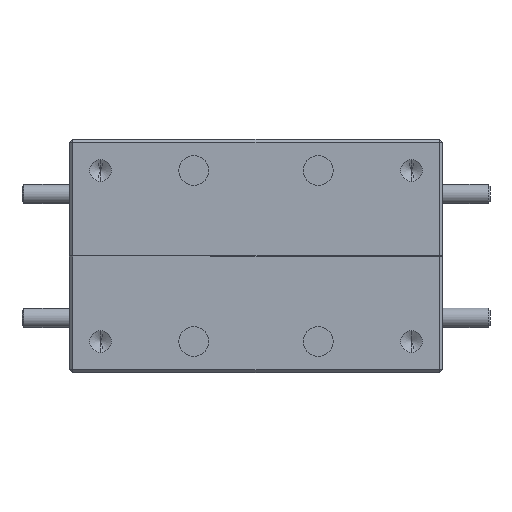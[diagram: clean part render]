
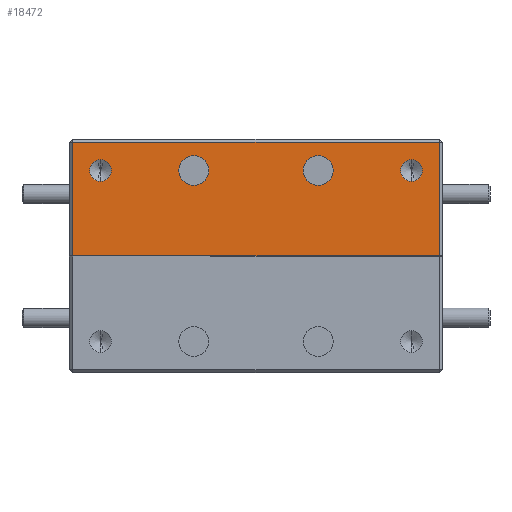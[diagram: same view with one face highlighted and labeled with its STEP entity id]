
A CAD part, front view. The second image highlights one B-rep face of the part: STEP entity #18472.
In plain terms, the highlighted planar face has unit normal (0, -1, 0).
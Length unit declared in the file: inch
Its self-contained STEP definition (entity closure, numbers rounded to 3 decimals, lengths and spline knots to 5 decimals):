
#8 = VERTEX_POINT ( 'NONE', #19192 ) ;
#560 = CARTESIAN_POINT ( 'NONE',  ( -0.1, -0.675, 0.31 ) ) ;
#755 = CARTESIAN_POINT ( 'NONE',  ( -0.1, -0.675, 0.275 ) ) ;
#1393 = ORIENTED_EDGE ( 'NONE', *, *, #5118, .F. ) ;
#1721 = DIRECTION ( 'NONE',  ( 0., -1., 0. ) ) ;
#1902 = FACE_BOUND ( 'NONE', #12153, .T. ) ;
#2036 = CARTESIAN_POINT ( 'NONE',  ( -1.1, -0.675, 0.275 ) ) ;
#2097 = EDGE_LOOP ( 'NONE', ( #9002, #3273 ) ) ;
#2142 = FACE_BOUND ( 'NONE', #22982, .T. ) ;
#2632 = EDGE_LOOP ( 'NONE', ( #12580, #10183 ) ) ;
#2786 = DIRECTION ( 'NONE',  ( 0., -1., 0. ) ) ;
#2927 = CIRCLE ( 'NONE', #5697, 0.035 ) ;
#2949 = CARTESIAN_POINT ( 'NONE',  ( -0.4, -0.675, 0.275 ) ) ;
#2974 = CARTESIAN_POINT ( 'NONE',  ( -0.4, -0.675, 0.275 ) ) ;
#3273 = ORIENTED_EDGE ( 'NONE', *, *, #4338, .F. ) ;
#3832 = CIRCLE ( 'NONE', #21538, 0.048 ) ;
#3847 = DIRECTION ( 'NONE',  ( 0., 0., -1. ) ) ;
#3964 = VERTEX_POINT ( 'NONE', #16005 ) ;
#4338 = EDGE_CURVE ( 'NONE', #14094, #16012, #5515, .T. ) ;
#4368 = DIRECTION ( 'NONE',  ( 0., 0., -1. ) ) ;
#4741 = AXIS2_PLACEMENT_3D ( 'NONE', #7316, #1721, #13341 ) ;
#5101 = AXIS2_PLACEMENT_3D ( 'NONE', #755, #23243, #15649 ) ;
#5118 = EDGE_CURVE ( 'NONE', #23419, #16375, #2927, .T. ) ;
#5182 = CARTESIAN_POINT ( 'NONE',  ( -1.19, -0.675, 0. ) ) ;
#5269 = VERTEX_POINT ( 'NONE', #5182 ) ;
#5515 = CIRCLE ( 'NONE', #5101, 0.035 ) ;
#5697 = AXIS2_PLACEMENT_3D ( 'NONE', #2036, #5745, #4368 ) ;
#5745 = DIRECTION ( 'NONE',  ( 0., -1., 0. ) ) ;
#6041 = VERTEX_POINT ( 'NONE', #14299 ) ;
#6310 = VERTEX_POINT ( 'NONE', #13181 ) ;
#6595 = LINE ( 'NONE', #15787, #18552 ) ;
#6687 = EDGE_CURVE ( 'NONE', #3964, #6041, #18583, .T. ) ;
#7281 = VERTEX_POINT ( 'NONE', #10283 ) ;
#7303 = ORIENTED_EDGE ( 'NONE', *, *, #14691, .F. ) ;
#7316 = CARTESIAN_POINT ( 'NONE',  ( -0.8, -0.675, 0.275 ) ) ;
#7871 = CARTESIAN_POINT ( 'NONE',  ( -0.1, -0.675, 0.24 ) ) ;
#8145 = DIRECTION ( 'NONE',  ( 0., 0., -1. ) ) ;
#8265 = CARTESIAN_POINT ( 'NONE',  ( -1.19, -0.675, 0.375 ) ) ;
#8688 = DIRECTION ( 'NONE',  ( 0., 0., -1. ) ) ;
#8753 = CARTESIAN_POINT ( 'NONE',  ( -0.8, -0.675, 0.275 ) ) ;
#8854 = ORIENTED_EDGE ( 'NONE', *, *, #9527, .T. ) ;
#8894 = AXIS2_PLACEMENT_3D ( 'NONE', #22030, #2786, #8688 ) ;
#8919 = CIRCLE ( 'NONE', #8894, 0.035 ) ;
#9002 = ORIENTED_EDGE ( 'NONE', *, *, #22626, .F. ) ;
#9208 = DIRECTION ( 'NONE',  ( 1., 0., 0. ) ) ;
#9316 = ORIENTED_EDGE ( 'NONE', *, *, #21955, .F. ) ;
#9527 = EDGE_CURVE ( 'NONE', #6041, #6310, #6595, .T. ) ;
#10135 = CIRCLE ( 'NONE', #19792, 0.048 ) ;
#10183 = ORIENTED_EDGE ( 'NONE', *, *, #24588, .F. ) ;
#10283 = CARTESIAN_POINT ( 'NONE',  ( -0.4, -0.675, 0.227 ) ) ;
#10311 = VERTEX_POINT ( 'NONE', #15848 ) ;
#10359 = DIRECTION ( 'NONE',  ( 0., -1., 0. ) ) ;
#10842 = EDGE_CURVE ( 'NONE', #7281, #8, #3832, .T. ) ;
#10985 = CIRCLE ( 'NONE', #21049, 0.048 ) ;
#11393 = PLANE ( 'NONE',  #15791 ) ;
#11830 = EDGE_CURVE ( 'NONE', #5269, #3964, #14740, .T. ) ;
#12153 = EDGE_LOOP ( 'NONE', ( #7303, #9316 ) ) ;
#12402 = LINE ( 'NONE', #8265, #14350 ) ;
#12580 = ORIENTED_EDGE ( 'NONE', *, *, #10842, .F. ) ;
#12730 = DIRECTION ( 'NONE',  ( 0., 0., -1. ) ) ;
#12801 = DIRECTION ( 'NONE',  ( 0., 0., -1. ) ) ;
#13181 = CARTESIAN_POINT ( 'NONE',  ( -1.19, -0.675, 0.365 ) ) ;
#13341 = DIRECTION ( 'NONE',  ( 0., 0., -1. ) ) ;
#13614 = VECTOR ( 'NONE', #9208, 39.37008 ) ;
#14009 = DIRECTION ( 'NONE',  ( 0., -1., 0. ) ) ;
#14094 = VERTEX_POINT ( 'NONE', #560 ) ;
#14124 = CARTESIAN_POINT ( 'NONE',  ( -0.8, -0.675, 0.323 ) ) ;
#14290 = EDGE_LOOP ( 'NONE', ( #8854, #14533, #20836, #18376 ) ) ;
#14299 = CARTESIAN_POINT ( 'NONE',  ( -0.01, -0.675, 0.365 ) ) ;
#14350 = VECTOR ( 'NONE', #8145, 39.37008 ) ;
#14533 = ORIENTED_EDGE ( 'NONE', *, *, #15716, .T. ) ;
#14691 = EDGE_CURVE ( 'NONE', #10311, #17416, #10135, .T. ) ;
#14740 = LINE ( 'NONE', #16765, #13614 ) ;
#15649 = DIRECTION ( 'NONE',  ( 0., 0., -1. ) ) ;
#15716 = EDGE_CURVE ( 'NONE', #6310, #5269, #12402, .T. ) ;
#15787 = CARTESIAN_POINT ( 'NONE',  ( -1.2, -0.675, 0.365 ) ) ;
#15791 = AXIS2_PLACEMENT_3D ( 'NONE', #20724, #22763, #3847 ) ;
#15848 = CARTESIAN_POINT ( 'NONE',  ( -0.8, -0.675, 0.227 ) ) ;
#16005 = CARTESIAN_POINT ( 'NONE',  ( -0.01, -0.675, 0. ) ) ;
#16012 = VERTEX_POINT ( 'NONE', #7871 ) ;
#16270 = CARTESIAN_POINT ( 'NONE',  ( -0.1, -0.675, 0.275 ) ) ;
#16375 = VERTEX_POINT ( 'NONE', #18900 ) ;
#16415 = DIRECTION ( 'NONE',  ( 0., -1., 0. ) ) ;
#16588 = CARTESIAN_POINT ( 'NONE',  ( -0.01, -0.675, 0.375 ) ) ;
#16765 = CARTESIAN_POINT ( 'NONE',  ( -1.2, -0.675, 0. ) ) ;
#16812 = EDGE_CURVE ( 'NONE', #16375, #23419, #8919, .T. ) ;
#17060 = FACE_BOUND ( 'NONE', #2097, .T. ) ;
#17416 = VERTEX_POINT ( 'NONE', #14124 ) ;
#18376 = ORIENTED_EDGE ( 'NONE', *, *, #6687, .T. ) ;
#18448 = VECTOR ( 'NONE', #22381, 39.37008 ) ;
#18472 = ADVANCED_FACE ( 'NONE', ( #2142, #17060, #1902, #24520, #19073 ), #11393, .T. ) ;
#18506 = ORIENTED_EDGE ( 'NONE', *, *, #16812, .F. ) ;
#18552 = VECTOR ( 'NONE', #21492, 39.37008 ) ;
#18583 = LINE ( 'NONE', #16588, #18448 ) ;
#18900 = CARTESIAN_POINT ( 'NONE',  ( -1.1, -0.675, 0.24 ) ) ;
#19073 = FACE_OUTER_BOUND ( 'NONE', #14290, .T. ) ;
#19192 = CARTESIAN_POINT ( 'NONE',  ( -0.4, -0.675, 0.323 ) ) ;
#19792 = AXIS2_PLACEMENT_3D ( 'NONE', #8753, #20320, #22350 ) ;
#20320 = DIRECTION ( 'NONE',  ( 0., -1., 0. ) ) ;
#20724 = CARTESIAN_POINT ( 'NONE',  ( -1.2, -0.675, 0.375 ) ) ;
#20836 = ORIENTED_EDGE ( 'NONE', *, *, #11830, .T. ) ;
#21049 = AXIS2_PLACEMENT_3D ( 'NONE', #2949, #10359, #12730 ) ;
#21229 = CIRCLE ( 'NONE', #24454, 0.035 ) ;
#21468 = DIRECTION ( 'NONE',  ( 0., 0., -1. ) ) ;
#21492 = DIRECTION ( 'NONE',  ( -1., 0., 0. ) ) ;
#21538 = AXIS2_PLACEMENT_3D ( 'NONE', #2974, #16415, #12801 ) ;
#21955 = EDGE_CURVE ( 'NONE', #17416, #10311, #24473, .T. ) ;
#22030 = CARTESIAN_POINT ( 'NONE',  ( -1.1, -0.675, 0.275 ) ) ;
#22350 = DIRECTION ( 'NONE',  ( 0., 0., -1. ) ) ;
#22381 = DIRECTION ( 'NONE',  ( 0., 0., 1. ) ) ;
#22626 = EDGE_CURVE ( 'NONE', #16012, #14094, #21229, .T. ) ;
#22763 = DIRECTION ( 'NONE',  ( 0., -1., 0. ) ) ;
#22982 = EDGE_LOOP ( 'NONE', ( #18506, #1393 ) ) ;
#23243 = DIRECTION ( 'NONE',  ( 0., -1., 0. ) ) ;
#23413 = CARTESIAN_POINT ( 'NONE',  ( -1.1, -0.675, 0.31 ) ) ;
#23419 = VERTEX_POINT ( 'NONE', #23413 ) ;
#24454 = AXIS2_PLACEMENT_3D ( 'NONE', #16270, #14009, #21468 ) ;
#24473 = CIRCLE ( 'NONE', #4741, 0.048 ) ;
#24520 = FACE_BOUND ( 'NONE', #2632, .T. ) ;
#24588 = EDGE_CURVE ( 'NONE', #8, #7281, #10985, .T. ) ;
